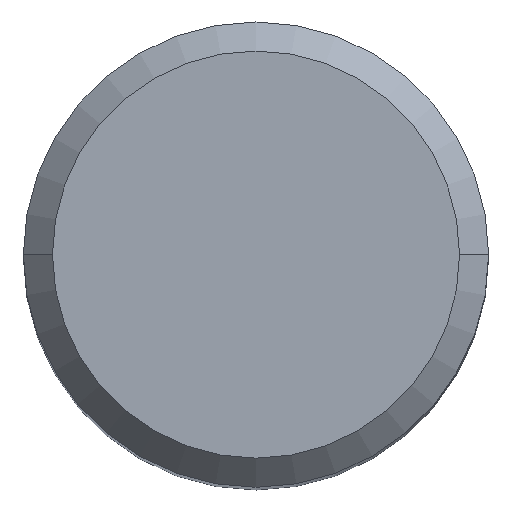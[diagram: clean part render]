
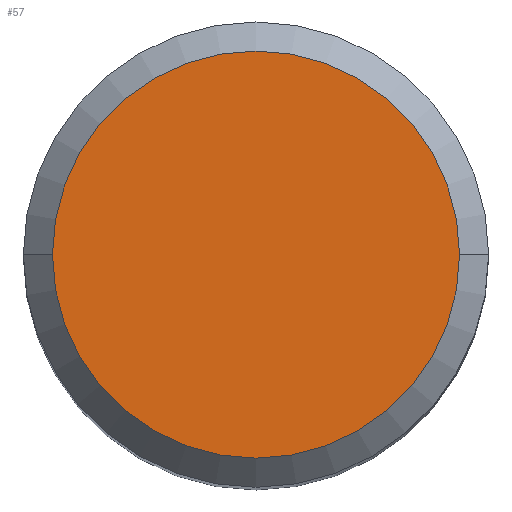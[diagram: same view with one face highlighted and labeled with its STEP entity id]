
A CAD part, top view. The second image highlights one B-rep face of the part: STEP entity #57.
In plain terms, the highlighted planar face has unit normal (0, 0, 1).
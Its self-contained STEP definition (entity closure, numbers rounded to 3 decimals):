
#41=PLANE('',#505);
#57=ADVANCED_FACE('',(#87),#41,.F.);
#87=FACE_OUTER_BOUND('',#112,.T.);
#112=EDGE_LOOP('',(#215,#216));
#215=ORIENTED_EDGE('',*,*,#385,.F.);
#216=ORIENTED_EDGE('',*,*,#386,.F.);
#341=VERTEX_POINT('',#751);
#342=VERTEX_POINT('',#752);
#385=EDGE_CURVE('',#341,#342,#440,.T.);
#386=EDGE_CURVE('',#342,#341,#441,.T.);
#440=CIRCLE('',#503,6.997);
#441=CIRCLE('',#504,6.997);
#503=AXIS2_PLACEMENT_3D('',#750,#576,#577);
#504=AXIS2_PLACEMENT_3D('',#753,#578,#579);
#505=AXIS2_PLACEMENT_3D('',#754,#580,#581);
#576=DIRECTION('',(0.,0.,-1.));
#577=DIRECTION('',(-1.,0.,0.));
#578=DIRECTION('',(0.,0.,-1.));
#579=DIRECTION('',(-1.,0.,0.));
#580=DIRECTION('',(0.,0.,-1.));
#581=DIRECTION('',(1.,0.,0.));
#750=CARTESIAN_POINT('',(0.,0.,0.));
#751=CARTESIAN_POINT('',(-6.997,0.,0.));
#752=CARTESIAN_POINT('',(6.997,0.,0.));
#753=CARTESIAN_POINT('',(0.,0.,0.));
#754=CARTESIAN_POINT('',(0.,6.997,0.));
